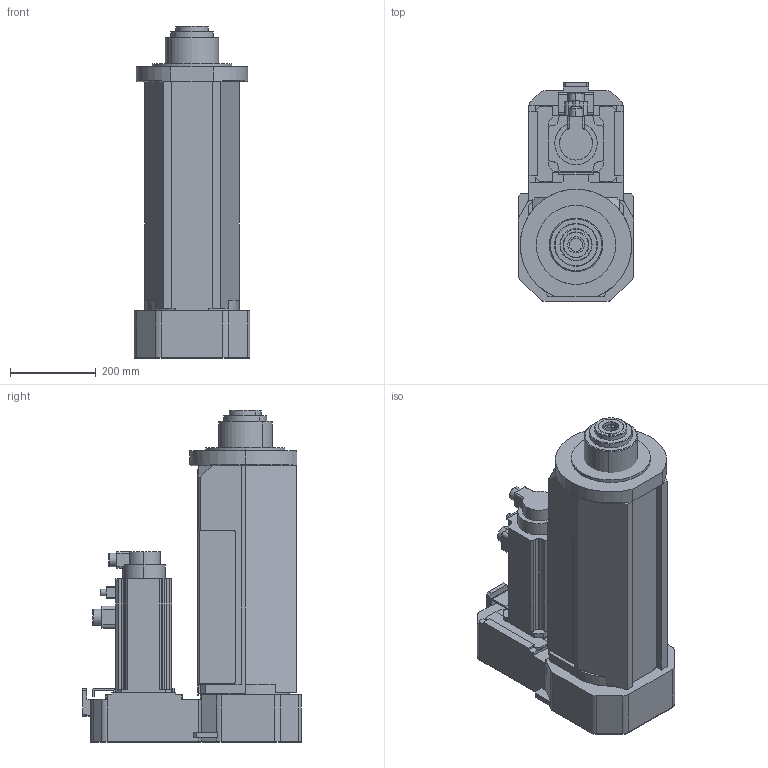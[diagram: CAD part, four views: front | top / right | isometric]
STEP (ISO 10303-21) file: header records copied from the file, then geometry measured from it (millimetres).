
FILE_DESCRIPTION (( 'STEP AP203' ), '1' );
FILE_NAME ('JPUF-8004（フランジ）外形図.STEP', '2007-05-30T04:59:43', ( '' ), ( '' ), 'SwSTEP 2.0', 'SolidWorks 2006104', '' );
FILE_SCHEMA (( 'CONFIG_CONTROL_DESIGN' ));
Length unit declared in the file: millimetre
Products named in the file (3): JPUF-8004(ﾌﾗﾝｼﾞ)_ﾃﾞﾌｫﾙﾄ; 儔儉_棉太倌; JPUF-8004（フランジ）外形図
Assembly tree (2 placements, depth 2):
  JPUF-8004（フランジ）外形図
    JPUF-8004(ﾌﾗﾝｼﾞ)_ﾃﾞﾌｫﾙﾄ
    儔儉_棉太倌
Bounding box: 270 x 511 x 775 mm (x, y, z)
Volume: 45078988.3 mm3; surface area: 1262825.2 mm2
Topology: 2 solids, 2 shells, 381 faces, 1066 edges, 702 vertices
Faces by surface type: plane 265, cylinder 98, cone 14, bspline 4
Entity records: 12860 total; most frequent: CARTESIAN_POINT 2568, ORIENTED_EDGE 2132, DIRECTION 2046, EDGE_CURVE 1066, VECTOR 822, LINE 822, VERTEX_POINT 702, AXIS2_PLACEMENT_3D 612
